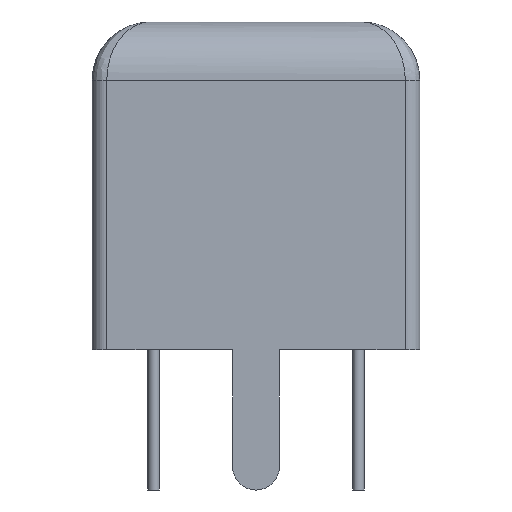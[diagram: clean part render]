
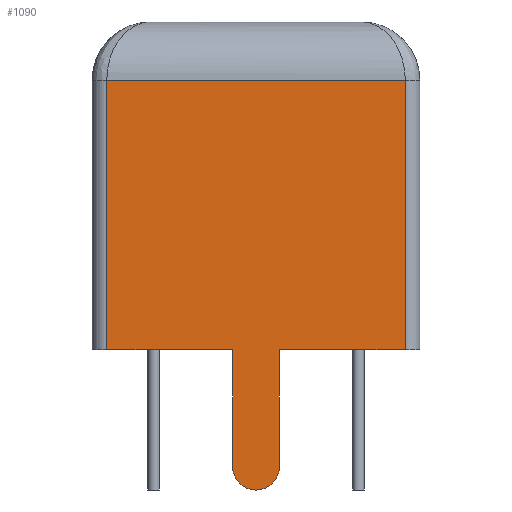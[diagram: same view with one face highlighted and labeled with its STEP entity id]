
A CAD part, front view. The second image highlights one B-rep face of the part: STEP entity #1090.
In plain terms, the highlighted planar face has unit normal (0, -1, 0).
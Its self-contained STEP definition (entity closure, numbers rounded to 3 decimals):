
#76=PLANE('',#1218);
#138=FACE_OUTER_BOUND('',#216,.T.);
#216=EDGE_LOOP('',(#903,#904,#905,#906,#907,#908,#909,#910));
#267=LINE('',#1667,#353);
#272=LINE('',#1685,#358);
#279=LINE('',#1707,#365);
#281=LINE('',#1710,#367);
#307=LINE('',#2006,#393);
#314=LINE('',#2020,#400);
#315=LINE('',#2022,#401);
#353=VECTOR('',#1309,10.);
#358=VECTOR('',#1324,10.);
#365=VECTOR('',#1343,10.);
#367=VECTOR('',#1347,10.);
#393=VECTOR('',#1461,10.);
#400=VECTOR('',#1482,10.);
#401=VECTOR('',#1485,10.);
#437=CIRCLE('',#1163,0.4);
#488=VERTEX_POINT('',#1664);
#489=VERTEX_POINT('',#1666);
#496=VERTEX_POINT('',#1682);
#497=VERTEX_POINT('',#1684);
#503=VERTEX_POINT('',#1698);
#504=VERTEX_POINT('',#1699);
#523=VERTEX_POINT('',#1899);
#524=VERTEX_POINT('',#1927);
#583=EDGE_CURVE('',#488,#489,#267,.T.);
#592=EDGE_CURVE('',#496,#497,#272,.T.);
#599=EDGE_CURVE('',#503,#504,#437,.T.);
#603=EDGE_CURVE('',#504,#497,#279,.T.);
#605=EDGE_CURVE('',#488,#503,#281,.T.);
#657=EDGE_CURVE('',#524,#523,#307,.T.);
#664=EDGE_CURVE('',#496,#523,#314,.T.);
#665=EDGE_CURVE('',#489,#524,#315,.T.);
#903=ORIENTED_EDGE('',*,*,#657,.F.);
#904=ORIENTED_EDGE('',*,*,#665,.F.);
#905=ORIENTED_EDGE('',*,*,#583,.F.);
#906=ORIENTED_EDGE('',*,*,#605,.T.);
#907=ORIENTED_EDGE('',*,*,#599,.T.);
#908=ORIENTED_EDGE('',*,*,#603,.T.);
#909=ORIENTED_EDGE('',*,*,#592,.F.);
#910=ORIENTED_EDGE('',*,*,#664,.T.);
#1090=ADVANCED_FACE('',(#138),#76,.T.);
#1163=AXIS2_PLACEMENT_3D('',#1700,#1335,#1336);
#1218=AXIS2_PLACEMENT_3D('',#2021,#1483,#1484);
#1309=DIRECTION('',(-1.,0.,0.));
#1324=DIRECTION('',(-1.,0.,0.));
#1335=DIRECTION('center_axis',(0.,-1.,0.));
#1336=DIRECTION('ref_axis',(-1.,0.,0.));
#1343=DIRECTION('',(0.,0.,1.));
#1347=DIRECTION('',(0.,0.,-1.));
#1461=DIRECTION('',(1.,0.,0.));
#1482=DIRECTION('',(0.,0.,1.));
#1483=DIRECTION('center_axis',(0.,-1.,0.));
#1484=DIRECTION('ref_axis',(1.,0.,0.));
#1485=DIRECTION('',(0.,0.,1.));
#1664=CARTESIAN_POINT('',(-0.4,-2.8,0.));
#1666=CARTESIAN_POINT('',(-2.55,-2.8,0.));
#1667=CARTESIAN_POINT('',(2.55,-2.8,0.));
#1682=CARTESIAN_POINT('',(2.55,-2.8,0.));
#1684=CARTESIAN_POINT('',(0.4,-2.8,0.));
#1685=CARTESIAN_POINT('',(2.55,-2.8,0.));
#1698=CARTESIAN_POINT('',(-0.4,-2.8,-2.));
#1699=CARTESIAN_POINT('',(0.4,-2.8,-2.));
#1700=CARTESIAN_POINT('Origin',(0.,-2.8,-2.));
#1707=CARTESIAN_POINT('',(0.4,-2.8,-2.));
#1710=CARTESIAN_POINT('',(-0.4,-2.8,0.));
#1899=CARTESIAN_POINT('',(2.55,-2.8,4.6));
#1927=CARTESIAN_POINT('',(-2.55,-2.8,4.6));
#2006=CARTESIAN_POINT('',(-1.275,-2.8,4.6));
#2020=CARTESIAN_POINT('',(2.55,-2.8,0.));
#2021=CARTESIAN_POINT('Origin',(-2.55,-2.8,0.));
#2022=CARTESIAN_POINT('',(-2.55,-2.8,0.));
